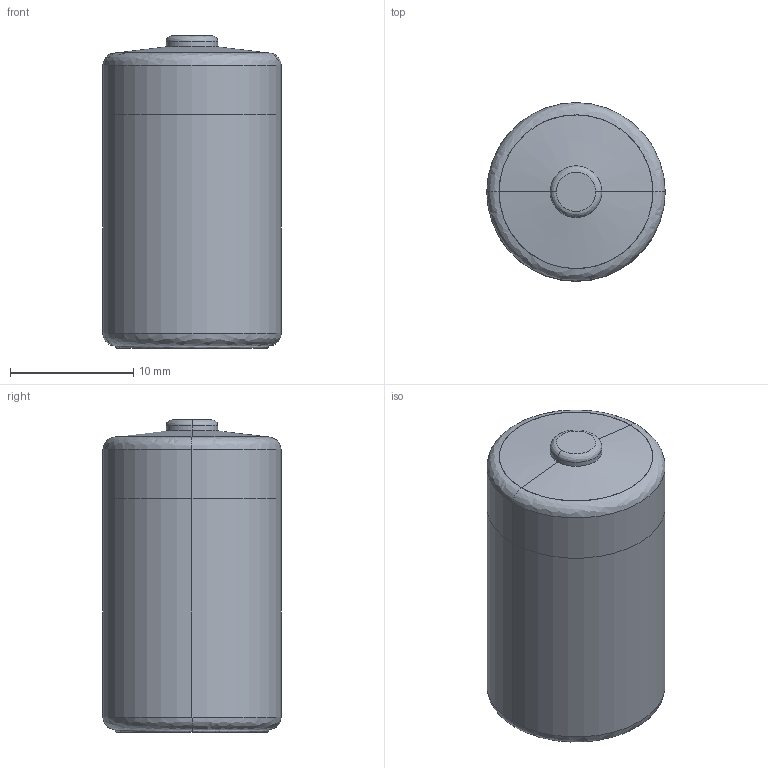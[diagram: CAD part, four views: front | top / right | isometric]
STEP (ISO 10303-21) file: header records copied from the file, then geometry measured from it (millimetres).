
FILE_DESCRIPTION (( 'STEP AP214' ), '1' );
FILE_NAME ('User Library-ER14250.STEP', '2020-09-11T16:10:50', ( '' ), ( '' ), 'SwSTEP 2.0', 'SolidWorks 2020', '' );
FILE_SCHEMA (( 'AUTOMOTIVE_DESIGN' ));
Length unit declared in the file: millimetre
Products named in the file (6): User Library-ER14250; Fillet001; Cono; Fillet003; Fillet; Fillet002
Assembly tree (5 placements, depth 2):
  User Library-ER14250
    Cono
    Fillet001
    Fillet
    Fillet002
    Fillet003
Bounding box: 14.5 x 14.5 x 25.4 mm (x, y, z)
Volume: 4090.3 mm3; surface area: 2283.5 mm2
Topology: 5 solids, 5 shells, 28 faces, 46 edges, 28 vertices
Faces by surface type: plane 10, bspline 8, cylinder 8, cone 2
Entity records: 1292 total; most frequent: CARTESIAN_POINT 254, DIRECTION 122, ORIENTED_EDGE 92, AXIS2_PLACEMENT_3D 56, EDGE_CURVE 46, UNCERTAINTY_MEASURE_WITH_UNIT 44, SURFACE_STYLE_FILL_AREA 38, PRESENTATION_STYLE_ASSIGNMENT 38
